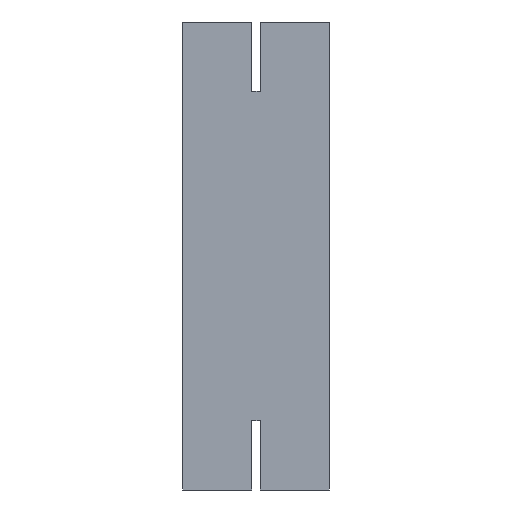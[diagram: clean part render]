
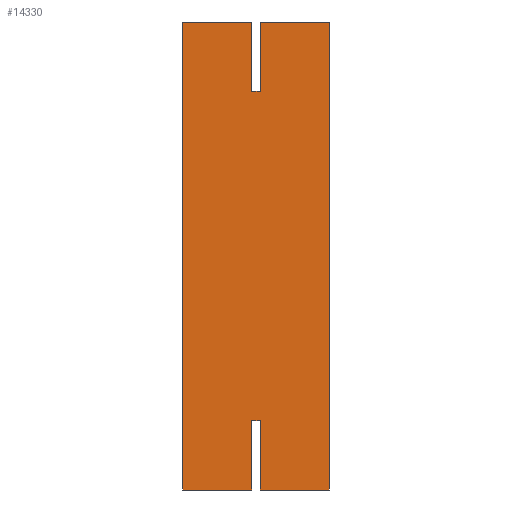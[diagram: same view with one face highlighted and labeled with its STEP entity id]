
A CAD part, left-side view. The second image highlights one B-rep face of the part: STEP entity #14330.
In plain terms, the highlighted free-form (B-spline) face has degree [1, 1] with [2, 2] control points.
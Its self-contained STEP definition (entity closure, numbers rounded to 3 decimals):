
#770 = CARTESIAN_POINT ('', (-30., 34., -80.9));
#780 = VERTEX_POINT ('', #770);
#840 = CARTESIAN_POINT ('', (-30., 36., -81.));
#850 = VERTEX_POINT ('', #840);
#860 = CARTESIAN_POINT ('', (-30., 34., -80.9));
#870 = CARTESIAN_POINT ('', (-30., 34.675, -80.968));
#880 = CARTESIAN_POINT ('', (-30., 35.343, -81.));
#890 = CARTESIAN_POINT ('', (-30., 36., -81.));
#900 = (
   BOUNDED_CURVE ()
   B_SPLINE_CURVE (3, (#860, #870, #880, #890), .UNSPECIFIED., .F., .U.)
   B_SPLINE_CURVE_WITH_KNOTS ((4, 4), (0., 1.), .UNSPECIFIED.)
   CURVE ()
   GEOMETRIC_REPRESENTATION_ITEM ()
   RATIONAL_B_SPLINE_CURVE ((0.909, 0.938, 0.968, 1.))
   REPRESENTATION_ITEM ('')
);
#910 = EDGE_CURVE ('', #780, #850, #900, .T.);
#930 = CARTESIAN_POINT ('', (-30., 38., -80.9));
#940 = VERTEX_POINT ('', #930);
#950 = CARTESIAN_POINT ('', (-30., 36., -81.));
#960 = CARTESIAN_POINT ('', (-30., 36.657, -81.));
#970 = CARTESIAN_POINT ('', (-30., 37.325, -80.968));
#980 = CARTESIAN_POINT ('', (-30., 38., -80.9));
#990 = (
   BOUNDED_CURVE ()
   B_SPLINE_CURVE (3, (#950, #960, #970, #980), .UNSPECIFIED., .F., .U.)
   B_SPLINE_CURVE_WITH_KNOTS ((4, 4), (0., 1.), .UNSPECIFIED.)
   CURVE ()
   GEOMETRIC_REPRESENTATION_ITEM ()
   RATIONAL_B_SPLINE_CURVE ((1., 0.968, 0.938, 0.909))
   REPRESENTATION_ITEM ('')
);
#1000 = EDGE_CURVE ('', #850, #940, #990, .T.);
#5550 = CARTESIAN_POINT ('', (-30., 38., 80.9));
#5560 = VERTEX_POINT ('', #5550);
#5570 = CARTESIAN_POINT ('', (-30., 36., 81.));
#5580 = VERTEX_POINT ('', #5570);
#5590 = CARTESIAN_POINT ('', (-30., 38., 80.9));
#5600 = CARTESIAN_POINT ('', (-30., 37.325, 80.968));
#5610 = CARTESIAN_POINT ('', (-30., 36.657, 81.));
#5620 = CARTESIAN_POINT ('', (-30., 36., 81.));
#5630 = (
   BOUNDED_CURVE ()
   B_SPLINE_CURVE (3, (#5590, #5600, #5610, #5620), .UNSPECIFIED., .F., .U.)
   B_SPLINE_CURVE_WITH_KNOTS ((4, 4), (0., 1.), .UNSPECIFIED.)
   CURVE ()
   GEOMETRIC_REPRESENTATION_ITEM ()
   RATIONAL_B_SPLINE_CURVE ((0.909, 0.938, 0.968, 1.))
   REPRESENTATION_ITEM ('')
);
#5640 = EDGE_CURVE ('', #5560, #5580, #5630, .T.);
#5980 = CARTESIAN_POINT ('', (-30., 34., 80.9));
#5990 = VERTEX_POINT ('', #5980);
#6000 = CARTESIAN_POINT ('', (-30., 36., 81.));
#6010 = CARTESIAN_POINT ('', (-30., 35.343, 81.));
#6020 = CARTESIAN_POINT ('', (-30., 34.675, 80.968));
#6030 = CARTESIAN_POINT ('', (-30., 34., 80.9));
#6040 = (
   BOUNDED_CURVE ()
   B_SPLINE_CURVE (3, (#6000, #6010, #6020, #6030), .UNSPECIFIED., .F., .U.)
   B_SPLINE_CURVE_WITH_KNOTS ((4, 4), (0., 1.), .UNSPECIFIED.)
   CURVE ()
   GEOMETRIC_REPRESENTATION_ITEM ()
   RATIONAL_B_SPLINE_CURVE ((1., 0.968, 0.938, 0.909))
   REPRESENTATION_ITEM ('')
);
#6050 = EDGE_CURVE ('', #5580, #5990, #6040, .T.);
#13560 = ORIENTED_EDGE ('', *, *, #910, .F.);
#13570 = CARTESIAN_POINT ('', (-30., 34., -115.));
#13580 = VERTEX_POINT ('', #13570);
#13590 = CARTESIAN_POINT ('', (-30., 34., -80.9));
#13600 = CARTESIAN_POINT ('', (-30., 34., -115.));
#13610 = B_SPLINE_CURVE_WITH_KNOTS ('', 1, (#13590, #13600), .UNSPECIFIED., .F., .U., (2, 2), (0., 1.), .UNSPECIFIED.);
#13620 = EDGE_CURVE ('', #780, #13580, #13610, .T.);
#13630 = ORIENTED_EDGE ('', *, *, #13620, .T.);
#13640 = CARTESIAN_POINT ('', (-30., 0., -115.));
#13650 = VERTEX_POINT ('', #13640);
#13660 = CARTESIAN_POINT ('', (-30., 34., -115.));
#13670 = CARTESIAN_POINT ('', (-30., 0., -115.));
#13680 = B_SPLINE_CURVE_WITH_KNOTS ('', 1, (#13660, #13670), .UNSPECIFIED., .F., .U., (2, 2), (0., 1.), .UNSPECIFIED.);
#13690 = EDGE_CURVE ('', #13580, #13650, #13680, .T.);
#13700 = ORIENTED_EDGE ('', *, *, #13690, .T.);
#13710 = CARTESIAN_POINT ('', (-30., 0., 115.));
#13720 = VERTEX_POINT ('', #13710);
#13730 = CARTESIAN_POINT ('', (-30., 0., -115.));
#13740 = CARTESIAN_POINT ('', (-30., 0., 115.));
#13750 = B_SPLINE_CURVE_WITH_KNOTS ('', 1, (#13730, #13740), .UNSPECIFIED., .F., .U., (2, 2), (0., 1.), .UNSPECIFIED.);
#13760 = EDGE_CURVE ('', #13650, #13720, #13750, .T.);
#13770 = ORIENTED_EDGE ('', *, *, #13760, .T.);
#13780 = CARTESIAN_POINT ('', (-30., 34., 115.));
#13790 = VERTEX_POINT ('', #13780);
#13800 = CARTESIAN_POINT ('', (-30., 34., 115.));
#13810 = CARTESIAN_POINT ('', (-30., 0., 115.));
#13820 = B_SPLINE_CURVE_WITH_KNOTS ('', 1, (#13800, #13810), .UNSPECIFIED., .F., .U., (2, 2), (0., 1.), .UNSPECIFIED.);
#13830 = EDGE_CURVE ('', #13790, #13720, #13820, .T.);
#13840 = ORIENTED_EDGE ('', *, *, #13830, .F.);
#13850 = CARTESIAN_POINT ('', (-30., 34., 80.9));
#13860 = CARTESIAN_POINT ('', (-30., 34., 115.));
#13870 = B_SPLINE_CURVE_WITH_KNOTS ('', 1, (#13850, #13860), .UNSPECIFIED., .F., .U., (2, 2), (0., 1.), .UNSPECIFIED.);
#13880 = EDGE_CURVE ('', #5990, #13790, #13870, .T.);
#13890 = ORIENTED_EDGE ('', *, *, #13880, .F.);
#13900 = ORIENTED_EDGE ('', *, *, #6050, .F.);
#13910 = ORIENTED_EDGE ('', *, *, #5640, .F.);
#13920 = CARTESIAN_POINT ('', (-30., 38., 115.));
#13930 = VERTEX_POINT ('', #13920);
#13940 = CARTESIAN_POINT ('', (-30., 38., 115.));
#13950 = CARTESIAN_POINT ('', (-30., 38., 80.9));
#13960 = B_SPLINE_CURVE_WITH_KNOTS ('', 1, (#13940, #13950), .UNSPECIFIED., .F., .U., (2, 2), (0., 1.), .UNSPECIFIED.);
#13970 = EDGE_CURVE ('', #13930, #5560, #13960, .T.);
#13980 = ORIENTED_EDGE ('', *, *, #13970, .F.);
#13990 = CARTESIAN_POINT ('', (-30., 72., 115.));
#14000 = VERTEX_POINT ('', #13990);
#14010 = CARTESIAN_POINT ('', (-30., 72., 115.));
#14020 = CARTESIAN_POINT ('', (-30., 38., 115.));
#14030 = B_SPLINE_CURVE_WITH_KNOTS ('', 1, (#14010, #14020), .UNSPECIFIED., .F., .U., (2, 2), (0., 1.), .UNSPECIFIED.);
#14040 = EDGE_CURVE ('', #14000, #13930, #14030, .T.);
#14050 = ORIENTED_EDGE ('', *, *, #14040, .F.);
#14060 = CARTESIAN_POINT ('', (-30., 72., -115.));
#14070 = VERTEX_POINT ('', #14060);
#14080 = CARTESIAN_POINT ('', (-30., 72., -115.));
#14090 = CARTESIAN_POINT ('', (-30., 72., 115.));
#14100 = B_SPLINE_CURVE_WITH_KNOTS ('', 1, (#14080, #14090), .UNSPECIFIED., .F., .U., (2, 2), (0., 1.), .UNSPECIFIED.);
#14110 = EDGE_CURVE ('', #14070, #14000, #14100, .T.);
#14120 = ORIENTED_EDGE ('', *, *, #14110, .F.);
#14130 = CARTESIAN_POINT ('', (-30., 38., -115.));
#14140 = VERTEX_POINT ('', #14130);
#14150 = CARTESIAN_POINT ('', (-30., 72., -115.));
#14160 = CARTESIAN_POINT ('', (-30., 38., -115.));
#14170 = B_SPLINE_CURVE_WITH_KNOTS ('', 1, (#14150, #14160), .UNSPECIFIED., .F., .U., (2, 2), (0., 1.), .UNSPECIFIED.);
#14180 = EDGE_CURVE ('', #14070, #14140, #14170, .T.);
#14190 = ORIENTED_EDGE ('', *, *, #14180, .T.);
#14200 = CARTESIAN_POINT ('', (-30., 38., -80.9));
#14210 = CARTESIAN_POINT ('', (-30., 38., -115.));
#14220 = B_SPLINE_CURVE_WITH_KNOTS ('', 1, (#14200, #14210), .UNSPECIFIED., .F., .U., (2, 2), (0., 1.), .UNSPECIFIED.);
#14230 = EDGE_CURVE ('', #940, #14140, #14220, .T.);
#14240 = ORIENTED_EDGE ('', *, *, #14230, .F.);
#14250 = ORIENTED_EDGE ('', *, *, #1000, .F.);
#14260 = EDGE_LOOP ('', (#13560, #13630, #13700, #13770, #13840, #13890, #13900, #13910, #13980, #14050, #14120, #14190, #14240, #14250));
#14270 = FACE_OUTER_BOUND ('', #14260, .T.);
#14280 = CARTESIAN_POINT ('', (-30., 0., -115.));
#14290 = CARTESIAN_POINT ('', (-30., 72., -115.));
#14300 = CARTESIAN_POINT ('', (-30., 0., 115.));
#14310 = CARTESIAN_POINT ('', (-30., 72., 115.));
#14320 = B_SPLINE_SURFACE_WITH_KNOTS ('', 1, 1, ((#14280, #14290), (#14300, #14310)), .UNSPECIFIED., .F., .F., .U., (2, 2), (2, 2), (0., 1.), (0., 1.), .UNSPECIFIED.);
#14330 = ADVANCED_FACE ('', (#14270), #14320, .T.);
